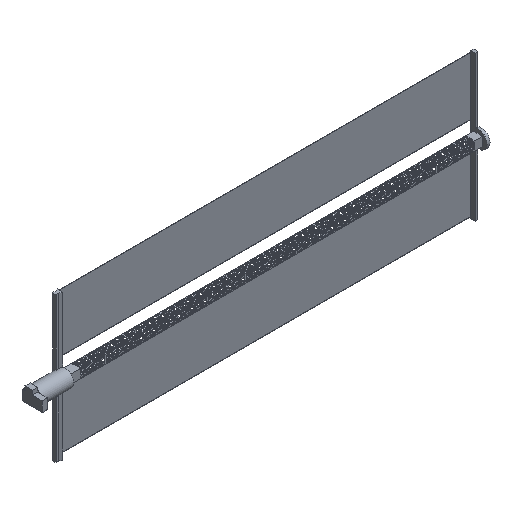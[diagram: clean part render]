
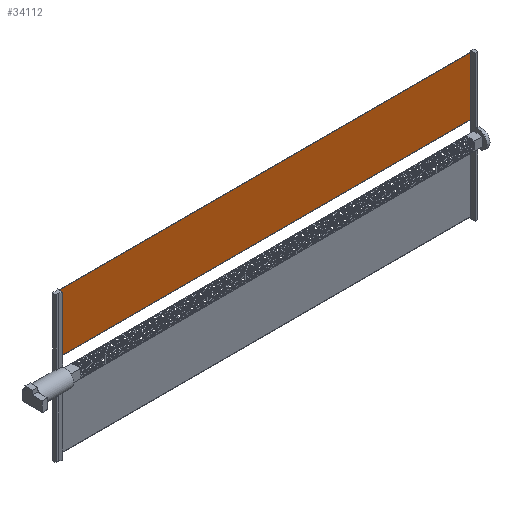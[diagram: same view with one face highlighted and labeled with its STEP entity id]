
A CAD part, isometric view. The second image highlights one B-rep face of the part: STEP entity #34112.
In plain terms, the highlighted planar face has unit normal (0, -1, 0).
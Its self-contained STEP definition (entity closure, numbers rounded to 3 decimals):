
#2326=FACE_OUTER_BOUND('',#4621,.T.);
#4621=EDGE_LOOP('',(#30983,#30984,#30985,#30986));
#4629=LINE('',#43567,#9316);
#5860=LINE('',#46003,#10547);
#9307=LINE('',#52696,#13994);
#9309=LINE('',#52699,#13996);
#9316=VECTOR('',#35718,10.);
#10547=VECTOR('',#37775,10.);
#13994=VECTOR('',#43542,10.);
#13996=VECTOR('',#43546,10.);
#14003=VERTEX_POINT('',#43564);
#14004=VERTEX_POINT('',#43566);
#14785=VERTEX_POINT('',#45979);
#14796=VERTEX_POINT('',#46001);
#16888=EDGE_CURVE('',#14003,#14004,#4629,.T.);
#18125=EDGE_CURVE('',#14796,#14785,#5860,.F.);
#21583=EDGE_CURVE('',#14796,#14004,#9307,.T.);
#21585=EDGE_CURVE('',#14003,#14785,#9309,.T.);
#30983=ORIENTED_EDGE('',*,*,#21585,.T.);
#30984=ORIENTED_EDGE('',*,*,#18125,.F.);
#30985=ORIENTED_EDGE('',*,*,#21583,.T.);
#30986=ORIENTED_EDGE('',*,*,#16888,.F.);
#32551=PLANE('',#35704);
#34112=ADVANCED_FACE('',(#2326),#32551,.T.);
#35704=AXIS2_PLACEMENT_3D('',#52698,#43544,#43545);
#35718=DIRECTION('',(0.,0.,-1.));
#37775=DIRECTION('',(0.,0.,-1.));
#43542=DIRECTION('',(1.,0.,0.));
#43544=DIRECTION('center_axis',(0.,-1.,0.));
#43545=DIRECTION('ref_axis',(0.,0.,-1.));
#43546=DIRECTION('',(-1.,0.,0.));
#43564=CARTESIAN_POINT('',(336.912,-186.706,62.04));
#43566=CARTESIAN_POINT('',(336.912,-186.706,16.32));
#43567=CARTESIAN_POINT('',(336.912,-186.706,34.1));
#45979=CARTESIAN_POINT('',(12.3,-186.706,62.04));
#46001=CARTESIAN_POINT('',(12.3,-186.706,16.32));
#46003=CARTESIAN_POINT('',(12.3,-186.706,34.1));
#52696=CARTESIAN_POINT('',(238.3,-186.706,16.32));
#52698=CARTESIAN_POINT('Origin',(238.3,-186.706,62.04));
#52699=CARTESIAN_POINT('',(20.3,-186.706,62.04));
